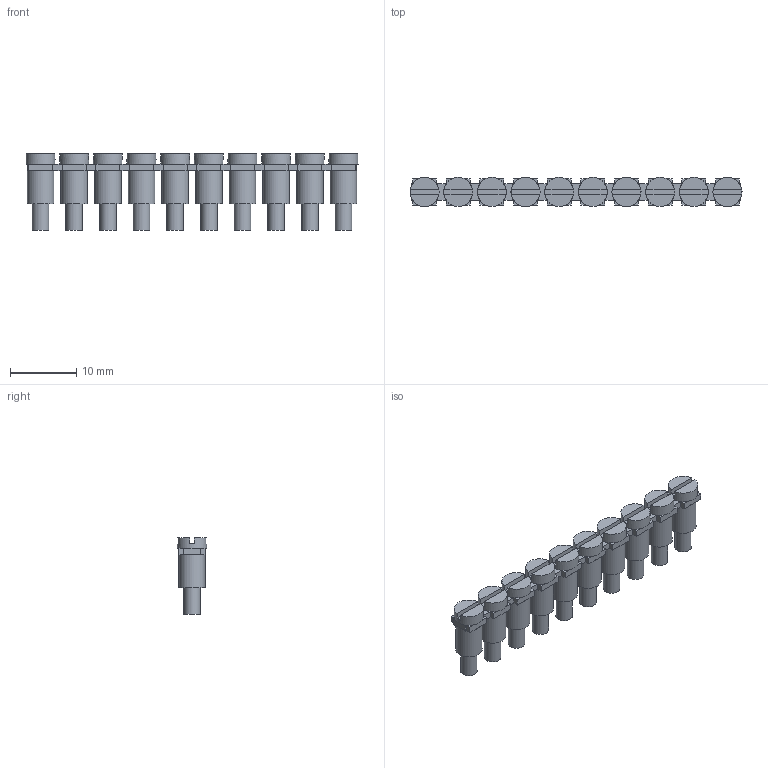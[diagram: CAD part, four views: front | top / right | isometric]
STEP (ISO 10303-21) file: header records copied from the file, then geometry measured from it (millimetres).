
FILE_DESCRIPTION(('FreeCAD Model'),'2;1');
FILE_NAME('2425.0_Q_10.stp', '2020-10-20T09:27:33',('Author'),(''), 'Open CASCADE STEP processor 7.3','FreeCAD','Unknown');
FILE_SCHEMA(('AUTOMOTIVE_DESIGN { 1 0 10303 214 1 1 1 1 }'));
Length unit declared in the file: millimetre
Products named in the file (4): 2425.0_Q_10; 99232-9; 99143.4_VH50QV009; 99231-8_BS019
Assembly tree (21 placements, depth 2):
  2425.0_Q_10
    99232-9
    99143.4_VH50QV009  x10
    99231-8_BS019  x10
Bounding box: 50.3 x 4.4 x 11.6 mm (x, y, z)
Volume: 1039 mm3; surface area: 3018.5 mm2
Topology: 21 solids, 21 shells, 276 faces, 642 edges, 428 vertices
Faces by surface type: plane 206, cylinder 70
Full cylindrical faces by diameter (mm): 2.16 x10, 2.5 x10, 3 x10, 4 x10, 4.4 x10
Entity records: 10010 total; most frequent: CARTESIAN_POINT 1673, DIRECTION 1565, LINE 1084, VECTOR 1084, ORIENTED_EDGE 798, PCURVE 798, DEFINITIONAL_REPRESENTATION 798, EDGE_CURVE 399
